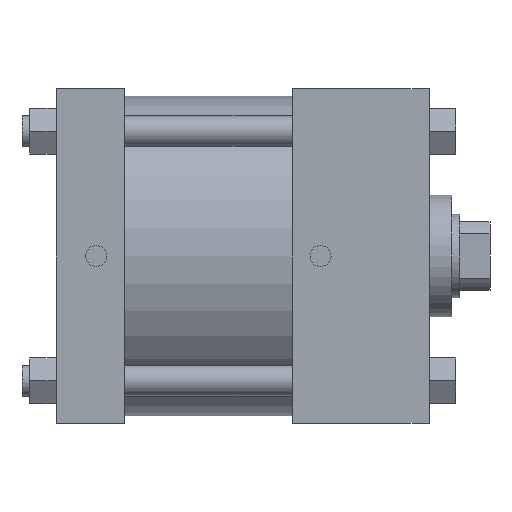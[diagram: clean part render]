
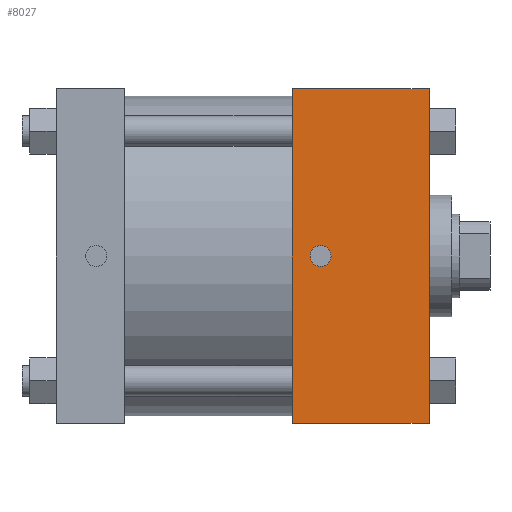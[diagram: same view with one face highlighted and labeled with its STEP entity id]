
A CAD part, left-side view. The second image highlights one B-rep face of the part: STEP entity #8027.
In plain terms, the highlighted face is planar.
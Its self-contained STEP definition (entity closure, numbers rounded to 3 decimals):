
#1741=EDGE_CURVE('',#1747,#1747,#1742,.T.);
#1742=CIRCLE('',#1743,4.366);
#1743=AXIS2_PLACEMENT_3D('',#1744,#1745,#1746);
#1744=CARTESIAN_POINT('',(-69.85,70.645,0.));
#1745=DIRECTION('',(1.,0.,0.));
#1746=DIRECTION('',(0.,0.,1.));
#1747=VERTEX_POINT('',#1748);
#1748=CARTESIAN_POINT('',(-69.85,70.645,4.366));
#1902=FACE_OUTER_BOUND('',#1904,.T.);
#1903=FACE_BOUND('',#1905,.T.);
#1904=EDGE_LOOP('',(#1906));
#1905=EDGE_LOOP('',(#1907,#1908,#1909,#1910));
#1906=ORIENTED_EDGE('',*,*,#1741,.T.);
#1907=ORIENTED_EDGE('',*,*,#1911,.F.);
#1908=ORIENTED_EDGE('',*,*,#1920,.F.);
#1909=ORIENTED_EDGE('',*,*,#1927,.T.);
#1910=ORIENTED_EDGE('',*,*,#1934,.T.);
#1911=EDGE_CURVE('',#1916,#1917,#1912,.T.);
#1912=LINE('',#1913,#1914);
#1913=CARTESIAN_POINT('',(-69.85,25.4,69.85));
#1914=VECTOR('',#1915,1.);
#1915=DIRECTION('',(0.,0.,-1.));
#1916=VERTEX_POINT('',#1918);
#1917=VERTEX_POINT('',#1919);
#1918=CARTESIAN_POINT('',(-69.85,25.4,69.85));
#1919=CARTESIAN_POINT('',(-69.85,25.4,-69.85));
#1920=EDGE_CURVE('',#1925,#1916,#1921,.T.);
#1921=LINE('',#1922,#1923);
#1922=CARTESIAN_POINT('',(-69.85,82.55,69.85));
#1923=VECTOR('',#1924,1.);
#1924=DIRECTION('',(0.,-1.,0.));
#1925=VERTEX_POINT('',#1926);
#1926=CARTESIAN_POINT('',(-69.85,82.55,69.85));
#1927=EDGE_CURVE('',#1925,#1932,#1928,.T.);
#1928=LINE('',#1929,#1930);
#1929=CARTESIAN_POINT('',(-69.85,82.55,69.85));
#1930=VECTOR('',#1931,1.);
#1931=DIRECTION('',(0.,0.,-1.));
#1932=VERTEX_POINT('',#1933);
#1933=CARTESIAN_POINT('',(-69.85,82.55,-69.85));
#1934=EDGE_CURVE('',#1932,#1917,#1935,.T.);
#1935=LINE('',#1936,#1937);
#1936=CARTESIAN_POINT('',(-69.85,82.55,-69.85));
#1937=VECTOR('',#1938,1.);
#1938=DIRECTION('',(0.,-1.,0.));
#1939=PLANE('',#1940);
#1940=AXIS2_PLACEMENT_3D('',#1941,#1942,#1943);
#1941=CARTESIAN_POINT('',(-69.85,82.55,69.85));
#1942=DIRECTION('',(-1.,0.,0.));
#1943=DIRECTION('',(0.,0.,1.));
#8027=ADVANCED_FACE('',(#1902,#1903),#1939,.T.);
